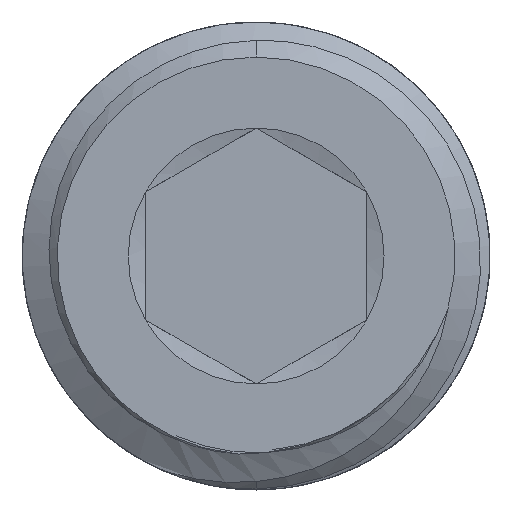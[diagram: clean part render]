
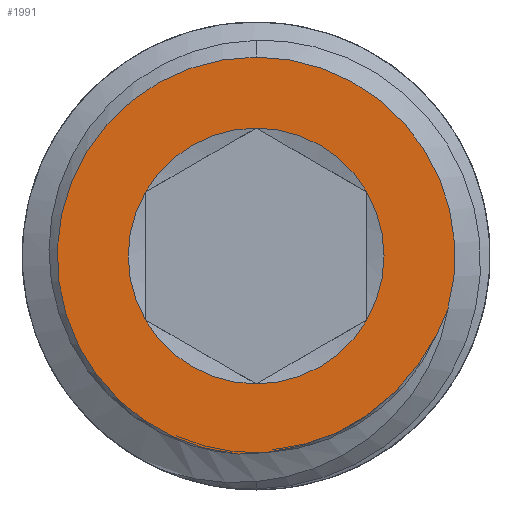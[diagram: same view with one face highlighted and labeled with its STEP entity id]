
A CAD part, front view. The second image highlights one B-rep face of the part: STEP entity #1991.
In plain terms, the highlighted planar face has unit normal (0, -1, 0).
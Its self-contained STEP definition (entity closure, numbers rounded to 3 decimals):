
#2 = EDGE_CURVE ( 'NONE', #1355, #1359, #4104, .T. ) ;
#50 = EDGE_CURVE ( 'NONE', #3006, #4256, #5930, .T. ) ;
#111 = AXIS2_PLACEMENT_3D ( 'NONE', #3567, #687, #1863 ) ;
#221 = CARTESIAN_POINT ( 'NONE',  ( 5.068, -32.5, -11.392 ) ) ;
#266 = AXIS2_PLACEMENT_3D ( 'NONE', #619, #2393, #2347 ) ;
#273 = CARTESIAN_POINT ( 'NONE',  ( 11.61, -32.5, -4.948 ) ) ;
#324 = CARTESIAN_POINT ( 'NONE',  ( 1.158, -32.5, -12.537 ) ) ;
#410 = CARTESIAN_POINT ( 'NONE',  ( 0., -32.5, 0. ) ) ;
#475 = DIRECTION ( 'NONE',  ( 0., -1., 0. ) ) ;
#504 = CIRCLE ( 'NONE', #1712, 8.198 ) ;
#619 = CARTESIAN_POINT ( 'NONE',  ( 0., -32.5, 0. ) ) ;
#632 = CARTESIAN_POINT ( 'NONE',  ( 0.002, -32.5, -12.678 ) ) ;
#687 = DIRECTION ( 'NONE',  ( 0., 1., 0. ) ) ;
#731 = EDGE_CURVE ( 'NONE', #6520, #2803, #950, .T. ) ;
#793 = AXIS2_PLACEMENT_3D ( 'NONE', #1093, #2871, #5174 ) ;
#852 = CARTESIAN_POINT ( 'NONE',  ( 11.048, -32.5, -5.981 ) ) ;
#950 = CIRCLE ( 'NONE', #1963, 12.75 ) ;
#1017 = ORIENTED_EDGE ( 'NONE', *, *, #1125, .F. ) ;
#1034 = CARTESIAN_POINT ( 'NONE',  ( 0., -32.5, 12.75 ) ) ;
#1062 = CARTESIAN_POINT ( 'NONE',  ( 0., -32.5, 0. ) ) ;
#1093 = CARTESIAN_POINT ( 'NONE',  ( 0., -32.5, 0. ) ) ;
#1102 = CARTESIAN_POINT ( 'NONE',  ( 0., -32.5, 0. ) ) ;
#1125 = EDGE_CURVE ( 'NONE', #1359, #3006, #6122, .T. ) ;
#1283 = AXIS2_PLACEMENT_3D ( 'NONE', #1102, #6928, #4568 ) ;
#1293 = FACE_OUTER_BOUND ( 'NONE', #4787, .T. ) ;
#1355 = VERTEX_POINT ( 'NONE', #4142 ) ;
#1359 = VERTEX_POINT ( 'NONE', #3974 ) ;
#1444 = CIRCLE ( 'NONE', #266, 8.198 ) ;
#1501 = DIRECTION ( 'NONE',  ( 0., 0., -1. ) ) ;
#1526 = CARTESIAN_POINT ( 'NONE',  ( 0., -32.5, 0. ) ) ;
#1642 = ORIENTED_EDGE ( 'NONE', *, *, #3350, .F. ) ;
#1643 = CARTESIAN_POINT ( 'NONE',  ( 0.578, -32.5, -12.608 ) ) ;
#1712 = AXIS2_PLACEMENT_3D ( 'NONE', #1526, #2707, #1501 ) ;
#1863 = DIRECTION ( 'NONE',  ( 0., 0., 1. ) ) ;
#1896 = ORIENTED_EDGE ( 'NONE', *, *, #6246, .F. ) ;
#1963 = AXIS2_PLACEMENT_3D ( 'NONE', #3239, #2695, #2667 ) ;
#1991 = ADVANCED_FACE ( 'NONE', ( #5478, #1293 ), #7354, .F. ) ;
#2035 = CARTESIAN_POINT ( 'NONE',  ( 11.872, -32.5, -4.444 ) ) ;
#2176 = ORIENTED_EDGE ( 'NONE', *, *, #731, .F. ) ;
#2253 = VERTEX_POINT ( 'NONE', #6477 ) ;
#2347 = DIRECTION ( 'NONE',  ( 0., 0., -1. ) ) ;
#2393 = DIRECTION ( 'NONE',  ( 0., -1., 0. ) ) ;
#2576 = CARTESIAN_POINT ( 'NONE',  ( 7.555, -32.5, -9.9 ) ) ;
#2667 = DIRECTION ( 'NONE',  ( 0., 0., 1. ) ) ;
#2695 = DIRECTION ( 'NONE',  ( 0., 1., 0. ) ) ;
#2707 = DIRECTION ( 'NONE',  ( 0., -1., 0. ) ) ;
#2735 = EDGE_CURVE ( 'NONE', #4256, #3437, #5377, .T. ) ;
#2778 = DIRECTION ( 'NONE',  ( 0., -1., 0. ) ) ;
#2803 = VERTEX_POINT ( 'NONE', #1034 ) ;
#2871 = DIRECTION ( 'NONE',  ( 0., -1., 0. ) ) ;
#2892 = CARTESIAN_POINT ( 'NONE',  ( 0.578, -32.5, -12.608 ) ) ;
#2952 = CARTESIAN_POINT ( 'NONE',  ( 0., -32.5, -8.198 ) ) ;
#3006 = VERTEX_POINT ( 'NONE', #2952 ) ;
#3029 = CARTESIAN_POINT ( 'NONE',  ( 0., -32.5, 8.198 ) ) ;
#3054 = VERTEX_POINT ( 'NONE', #7399 ) ;
#3172 = CARTESIAN_POINT ( 'NONE',  ( 8.017, -32.5, -9.534 ) ) ;
#3239 = CARTESIAN_POINT ( 'NONE',  ( 0., -32.5, 0. ) ) ;
#3350 = EDGE_CURVE ( 'NONE', #4459, #6520, #5864, .T. ) ;
#3397 = DIRECTION ( 'NONE',  ( 0., 0., -1. ) ) ;
#3437 = VERTEX_POINT ( 'NONE', #4060 ) ;
#3464 = B_SPLINE_CURVE_WITH_KNOTS ( 'NONE', 3,
 ( #273, #4883, #852, #7162, #7188, #6059, #5500, #3172, #2576, #3784, #3676, #221, #6035, #4324, #5524, #6686, #324, #3756 ),
 .UNSPECIFIED., .F., .F.,
 ( 4, 2, 2, 2, 2, 2, 2, 2, 4 ),
 ( 0., 0.002, 0.004, 0.005, 0.007, 0.009, 0.011, 0.012, 0.014 ),
 .UNSPECIFIED. ) ;
#3504 = EDGE_LOOP ( 'NONE', ( #6092, #4818, #4714, #6524, #1017, #5339 ) ) ;
#3567 = CARTESIAN_POINT ( 'NONE',  ( 0., -32.5, 0. ) ) ;
#3676 = CARTESIAN_POINT ( 'NONE',  ( 6.101, -32.5, -10.861 ) ) ;
#3756 = CARTESIAN_POINT ( 'NONE',  ( 0.578, -32.5, -12.608 ) ) ;
#3784 = CARTESIAN_POINT ( 'NONE',  ( 6.598, -32.5, -10.563 ) ) ;
#3849 = EDGE_CURVE ( 'NONE', #2253, #4459, #3464, .T. ) ;
#3974 = CARTESIAN_POINT ( 'NONE',  ( -7.1, -32.5, -4.099 ) ) ;
#4012 = CARTESIAN_POINT ( 'NONE',  ( -0.573, -32.5, -12.707 ) ) ;
#4060 = CARTESIAN_POINT ( 'NONE',  ( 7.1, -32.5, 4.099 ) ) ;
#4104 = CIRCLE ( 'NONE', #6005, 8.198 ) ;
#4142 = CARTESIAN_POINT ( 'NONE',  ( -7.1, -32.5, 4.099 ) ) ;
#4256 = VERTEX_POINT ( 'NONE', #6290 ) ;
#4313 = CARTESIAN_POINT ( 'NONE',  ( 12.288, -32.5, -3.401 ) ) ;
#4324 = CARTESIAN_POINT ( 'NONE',  ( 3.427, -32.5, -12.024 ) ) ;
#4459 = VERTEX_POINT ( 'NONE', #1643 ) ;
#4508 = CARTESIAN_POINT ( 'NONE',  ( 0., -32.5, 0. ) ) ;
#4568 = DIRECTION ( 'NONE',  ( 0., 0., -1. ) ) ;
#4590 = B_SPLINE_CURVE_WITH_KNOTS ( 'NONE', 3,
 ( #4313, #5592, #2035, #7332 ),
 .UNSPECIFIED., .F., .F.,
 ( 4, 4 ),
 ( 0.003, 0.004 ),
 .UNSPECIFIED. ) ;
#4714 = ORIENTED_EDGE ( 'NONE', *, *, #2735, .F. ) ;
#4787 = EDGE_LOOP ( 'NONE', ( #1642, #6533, #1896, #5802, #2176 ) ) ;
#4797 = VERTEX_POINT ( 'NONE', #3029 ) ;
#4818 = ORIENTED_EDGE ( 'NONE', *, *, #5607, .F. ) ;
#4883 = CARTESIAN_POINT ( 'NONE',  ( 11.339, -32.5, -5.47 ) ) ;
#5174 = DIRECTION ( 'NONE',  ( 0., 0., -1. ) ) ;
#5339 = ORIENTED_EDGE ( 'NONE', *, *, #2, .F. ) ;
#5377 = CIRCLE ( 'NONE', #1283, 8.198 ) ;
#5478 = FACE_BOUND ( 'NONE', #3504, .T. ) ;
#5500 = CARTESIAN_POINT ( 'NONE',  ( 8.886, -32.5, -8.746 ) ) ;
#5524 = CARTESIAN_POINT ( 'NONE',  ( 2.867, -32.5, -12.186 ) ) ;
#5592 = CARTESIAN_POINT ( 'NONE',  ( 12.098, -32.5, -3.928 ) ) ;
#5607 = EDGE_CURVE ( 'NONE', #3437, #4797, #1444, .T. ) ;
#5667 = CARTESIAN_POINT ( 'NONE',  ( -1.146, -32.5, -12.698 ) ) ;
#5682 = DIRECTION ( 'NONE',  ( 0., 0., -1. ) ) ;
#5802 = ORIENTED_EDGE ( 'NONE', *, *, #6954, .F. ) ;
#5864 = B_SPLINE_CURVE_WITH_KNOTS ( 'NONE', 3,
 ( #2892, #632, #4012, #7491 ),
 .UNSPECIFIED., .F., .F.,
 ( 4, 4 ),
 ( 0., 0.002 ),
 .UNSPECIFIED. ) ;
#5922 = DIRECTION ( 'NONE',  ( 0., 0., 1. ) ) ;
#5930 = CIRCLE ( 'NONE', #7447, 8.198 ) ;
#5937 = CIRCLE ( 'NONE', #111, 12.75 ) ;
#6005 = AXIS2_PLACEMENT_3D ( 'NONE', #4508, #475, #5682 ) ;
#6035 = CARTESIAN_POINT ( 'NONE',  ( 4.531, -32.5, -11.625 ) ) ;
#6059 = CARTESIAN_POINT ( 'NONE',  ( 9.295, -32.5, -8.325 ) ) ;
#6092 = ORIENTED_EDGE ( 'NONE', *, *, #7342, .F. ) ;
#6122 = CIRCLE ( 'NONE', #793, 8.198 ) ;
#6246 = EDGE_CURVE ( 'NONE', #3054, #2253, #4590, .T. ) ;
#6256 = AXIS2_PLACEMENT_3D ( 'NONE', #410, #7050, #5922 ) ;
#6290 = CARTESIAN_POINT ( 'NONE',  ( 7.1, -32.5, -4.099 ) ) ;
#6477 = CARTESIAN_POINT ( 'NONE',  ( 11.61, -32.5, -4.948 ) ) ;
#6520 = VERTEX_POINT ( 'NONE', #5667 ) ;
#6524 = ORIENTED_EDGE ( 'NONE', *, *, #50, .F. ) ;
#6533 = ORIENTED_EDGE ( 'NONE', *, *, #3849, .F. ) ;
#6686 = CARTESIAN_POINT ( 'NONE',  ( 1.732, -32.5, -12.443 ) ) ;
#6928 = DIRECTION ( 'NONE',  ( 0., -1., 0. ) ) ;
#6954 = EDGE_CURVE ( 'NONE', #2803, #3054, #5937, .T. ) ;
#7050 = DIRECTION ( 'NONE',  ( 0., 1., 0. ) ) ;
#7162 = CARTESIAN_POINT ( 'NONE',  ( 10.406, -32.5, -6.96 ) ) ;
#7188 = CARTESIAN_POINT ( 'NONE',  ( 10.056, -32.5, -7.43 ) ) ;
#7332 = CARTESIAN_POINT ( 'NONE',  ( 11.61, -32.5, -4.948 ) ) ;
#7342 = EDGE_CURVE ( 'NONE', #4797, #1355, #504, .T. ) ;
#7354 = PLANE ( 'NONE',  #6256 ) ;
#7399 = CARTESIAN_POINT ( 'NONE',  ( 12.288, -32.5, -3.401 ) ) ;
#7447 = AXIS2_PLACEMENT_3D ( 'NONE', #1062, #2778, #3397 ) ;
#7491 = CARTESIAN_POINT ( 'NONE',  ( -1.146, -32.5, -12.698 ) ) ;
